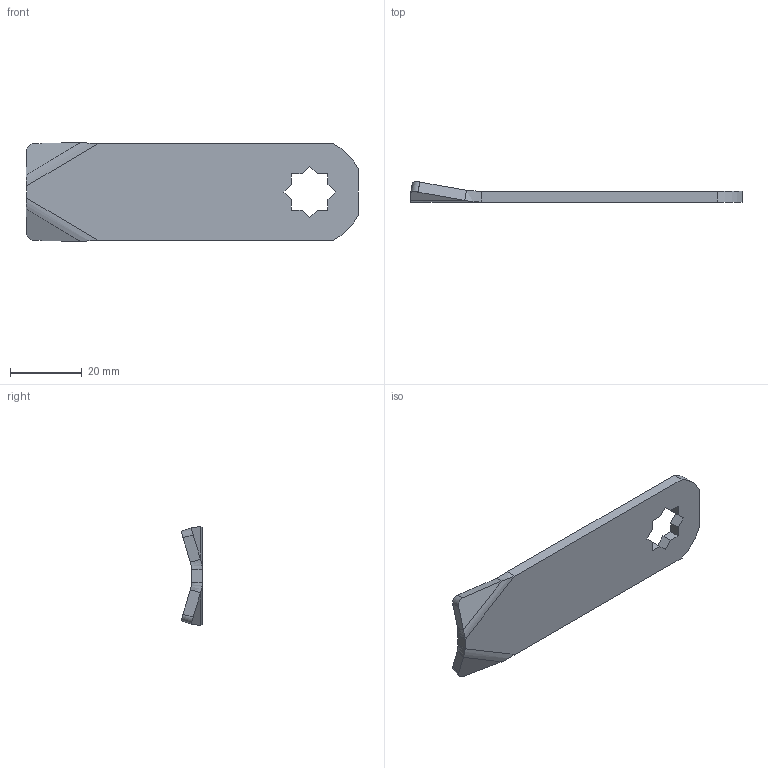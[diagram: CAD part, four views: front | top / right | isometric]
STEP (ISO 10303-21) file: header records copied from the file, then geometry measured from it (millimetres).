
FILE_DESCRIPTION (( 'STEP AP214' ), '1' );
FILE_NAME ('03429 Lift and Turn Cam Latch Zinc 79mm.STEP', '2025-09-01T00:44:57', ( '' ), ( '' ), 'SwSTEP 2.0', 'SolidWorks 2025', '' );
FILE_SCHEMA (( 'AUTOMOTIVE_DESIGN' ));
Length unit declared in the file: millimetre
Products named in the file (1): 03429 Lift and Turn Cam Latch Zinc 79mm
Bounding box: 92.84 x 5.73 x 27.7 mm (x, y, z)
Volume: 6991.6 mm3; surface area: 5493.3 mm2
Topology: 1 solids, 1 shells, 43 faces, 107 edges, 66 vertices
Faces by surface type: plane 30, cylinder 9, bspline 4
Entity records: 1294 total; most frequent: CARTESIAN_POINT 285, ORIENTED_EDGE 214, DIRECTION 181, EDGE_CURVE 107, VECTOR 81, LINE 81, VERTEX_POINT 66, AXIS2_PLACEMENT_3D 50
